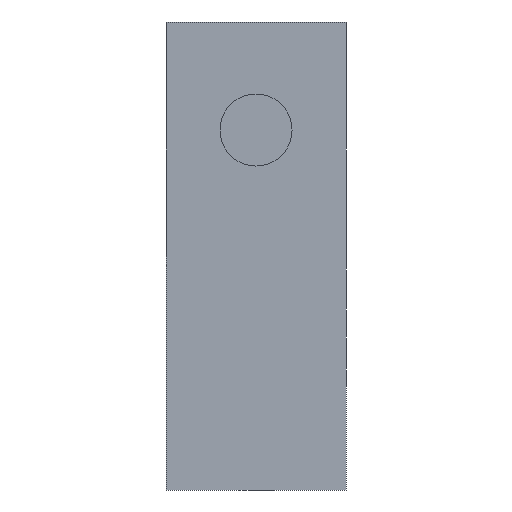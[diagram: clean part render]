
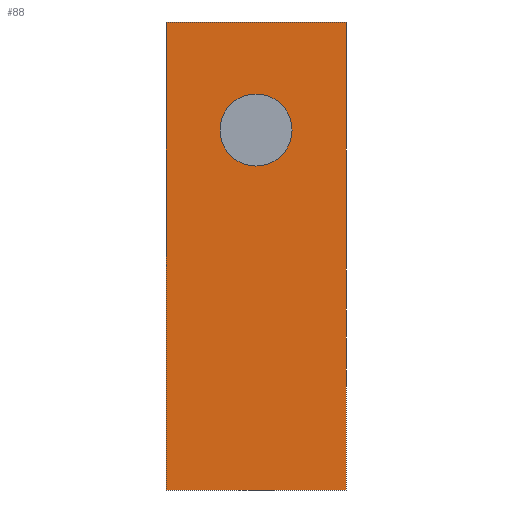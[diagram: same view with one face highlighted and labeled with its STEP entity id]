
A CAD part, front view. The second image highlights one B-rep face of the part: STEP entity #88.
In plain terms, the highlighted planar face has unit normal (0, -1, 0).
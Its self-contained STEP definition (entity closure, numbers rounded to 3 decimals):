
#45=PLANE('',#274);
#56=FACE_OUTER_BOUND('',#137,.T.);
#65=LINE('',#389,#77);
#67=LINE('',#393,#79);
#68=LINE('',#395,#80);
#69=LINE('',#397,#81);
#77=VECTOR('',#316,1.);
#79=VECTOR('',#320,1.);
#80=VECTOR('',#321,1.);
#81=VECTOR('',#322,1.);
#88=ADVANCED_FACE('',(#56),#45,.F.);
#137=EDGE_LOOP('',(#173,#174,#175,#176));
#173=ORIENTED_EDGE('',*,*,#240,.T.);
#174=ORIENTED_EDGE('',*,*,#241,.F.);
#175=ORIENTED_EDGE('',*,*,#242,.F.);
#176=ORIENTED_EDGE('',*,*,#238,.T.);
#217=VERTEX_POINT('',#388);
#218=VERTEX_POINT('',#390);
#219=VERTEX_POINT('',#394);
#220=VERTEX_POINT('',#396);
#238=EDGE_CURVE('',#218,#217,#65,.T.);
#240=EDGE_CURVE('',#217,#219,#67,.T.);
#241=EDGE_CURVE('',#220,#219,#68,.T.);
#242=EDGE_CURVE('',#218,#220,#69,.T.);
#274=AXIS2_PLACEMENT_3D('',#398,#323,#324);
#316=DIRECTION('',(-1.,0.,0.));
#320=DIRECTION('',(0.,0.,-1.));
#321=DIRECTION('',(-1.,0.,0.));
#322=DIRECTION('',(0.,0.,-1.));
#323=DIRECTION('',(0.,1.,0.));
#324=DIRECTION('',(0.,0.,1.));
#388=CARTESIAN_POINT('',(0.,0.,6.5));
#389=CARTESIAN_POINT('',(2.5,0.,6.5));
#390=CARTESIAN_POINT('',(2.5,0.,6.5));
#393=CARTESIAN_POINT('',(0.,0.,6.5));
#394=CARTESIAN_POINT('',(0.,0.,0.));
#395=CARTESIAN_POINT('',(2.5,0.,0.));
#396=CARTESIAN_POINT('',(2.5,0.,0.));
#397=CARTESIAN_POINT('',(2.5,0.,6.5));
#398=CARTESIAN_POINT('',(2.5,0.,6.5));
